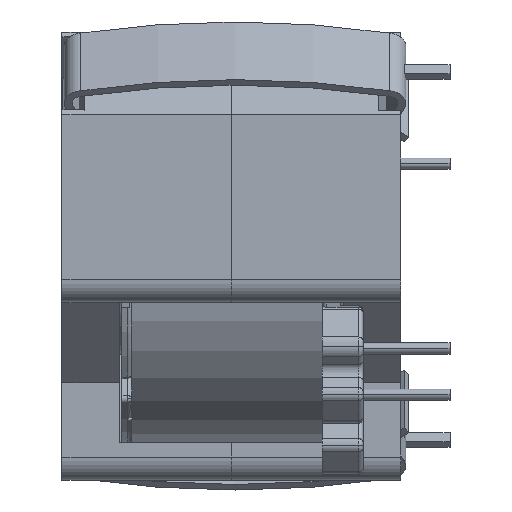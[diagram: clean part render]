
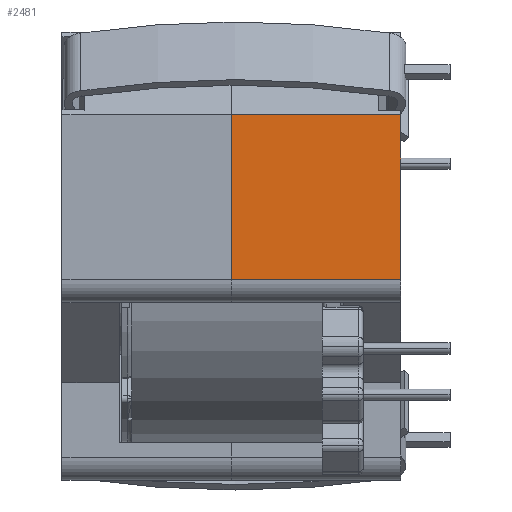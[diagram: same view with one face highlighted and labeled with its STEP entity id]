
A CAD part, left-side view. The second image highlights one B-rep face of the part: STEP entity #2481.
In plain terms, the highlighted face is planar.
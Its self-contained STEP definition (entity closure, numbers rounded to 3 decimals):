
#81 = ORIENTED_EDGE ( 'NONE', *, *, #6937, .T. ) ;
#236 = VERTEX_POINT ( 'NONE', #5660 ) ;
#325 = VERTEX_POINT ( 'NONE', #8334 ) ;
#456 = DIRECTION ( 'NONE',  ( 0., -0.707, -0.707 ) ) ;
#1353 = VECTOR ( 'NONE', #8535, 1000. ) ;
#2027 = EDGE_LOOP ( 'NONE', ( #3448, #81, #6048, #3954 ) ) ;
#2136 = CARTESIAN_POINT ( 'NONE',  ( 0., 0., -13.78 ) ) ;
#2184 = VECTOR ( 'NONE', #6810, 1000. ) ;
#2210 = CARTESIAN_POINT ( 'NONE',  ( 0., -6.432, -20.212 ) ) ;
#2276 = VECTOR ( 'NONE', #5741, 1000. ) ;
#2481 = ADVANCED_FACE ( 'NONE', ( #4204 ), #7337, .F. ) ;
#2559 = CARTESIAN_POINT ( 'NONE',  ( 9.35, -6.432, -20.212 ) ) ;
#2581 = VERTEX_POINT ( 'NONE', #2559 ) ;
#2641 = LINE ( 'NONE', #2210, #2184 ) ;
#3033 = DIRECTION ( 'NONE',  ( 0., -0.707, 0.707 ) ) ;
#3448 = ORIENTED_EDGE ( 'NONE', *, *, #4645, .T. ) ;
#3732 = LINE ( 'NONE', #9079, #4196 ) ;
#3954 = ORIENTED_EDGE ( 'NONE', *, *, #8343, .T. ) ;
#4196 = VECTOR ( 'NONE', #456, 1000. ) ;
#4204 = FACE_OUTER_BOUND ( 'NONE', #2027, .T. ) ;
#4564 = DIRECTION ( 'NONE',  ( 0., -0.707, -0.707 ) ) ;
#4645 = EDGE_CURVE ( 'NONE', #236, #2581, #7192, .T. ) ;
#5624 = CARTESIAN_POINT ( 'NONE',  ( 9.35, -7.33, -21.11 ) ) ;
#5660 = CARTESIAN_POINT ( 'NONE',  ( 9.35, 0., -13.78 ) ) ;
#5741 = DIRECTION ( 'NONE',  ( 1., 0., 0. ) ) ;
#5873 = LINE ( 'NONE', #2136, #2276 ) ;
#6007 = AXIS2_PLACEMENT_3D ( 'NONE', #8927, #3033, #4564 ) ;
#6048 = ORIENTED_EDGE ( 'NONE', *, *, #7811, .F. ) ;
#6810 = DIRECTION ( 'NONE',  ( -1., 0., 0. ) ) ;
#6937 = EDGE_CURVE ( 'NONE', #2581, #7095, #2641, .T. ) ;
#7095 = VERTEX_POINT ( 'NONE', #9103 ) ;
#7192 = LINE ( 'NONE', #5624, #1353 ) ;
#7337 = PLANE ( 'NONE',  #6007 ) ;
#7811 = EDGE_CURVE ( 'NONE', #325, #7095, #3732, .T. ) ;
#8334 = CARTESIAN_POINT ( 'NONE',  ( 0., 0., -13.78 ) ) ;
#8343 = EDGE_CURVE ( 'NONE', #325, #236, #5873, .T. ) ;
#8535 = DIRECTION ( 'NONE',  ( 0., -0.707, -0.707 ) ) ;
#8927 = CARTESIAN_POINT ( 'NONE',  ( 0., -7.33, -21.11 ) ) ;
#9079 = CARTESIAN_POINT ( 'NONE',  ( 0., -7.33, -21.11 ) ) ;
#9103 = CARTESIAN_POINT ( 'NONE',  ( 0., -6.432, -20.212 ) ) ;
